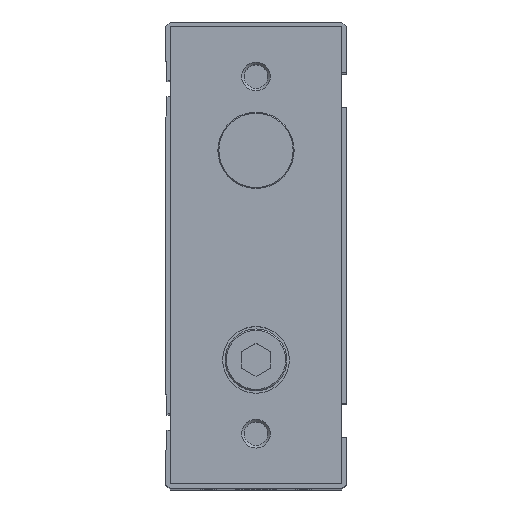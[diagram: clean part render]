
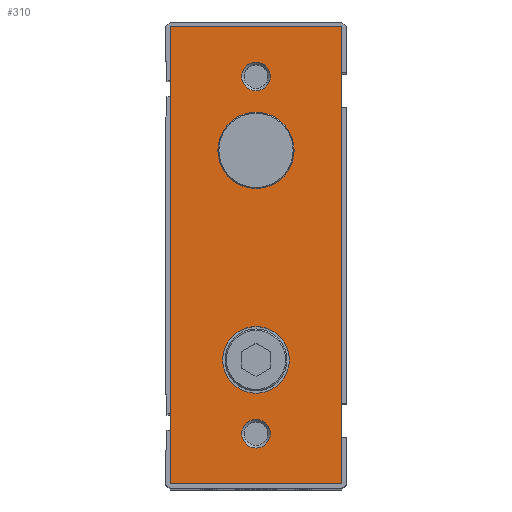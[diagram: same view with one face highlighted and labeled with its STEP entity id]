
A CAD part, top view. The second image highlights one B-rep face of the part: STEP entity #310.
In plain terms, the highlighted face is planar.
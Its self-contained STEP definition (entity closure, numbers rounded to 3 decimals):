
#310 = ADVANCED_FACE( '', ( #734, #735, #736, #737, #738 ), #739, .F. );
#734 = FACE_BOUND( '', #1261, .T. );
#735 = FACE_OUTER_BOUND( '', #1262, .T. );
#736 = FACE_BOUND( '', #1263, .T. );
#737 = FACE_BOUND( '', #1264, .T. );
#738 = FACE_BOUND( '', #1265, .T. );
#739 = PLANE( '', #1266 );
#1261 = EDGE_LOOP( '', ( #2403 ) );
#1262 = EDGE_LOOP( '', ( #2404, #2405, #2406, #2407 ) );
#1263 = EDGE_LOOP( '', ( #2408 ) );
#1264 = EDGE_LOOP( '', ( #2409 ) );
#1265 = EDGE_LOOP( '', ( #2410 ) );
#1266 = AXIS2_PLACEMENT_3D( '', #2411, #2412, #2413 );
#2403 = ORIENTED_EDGE( '', *, *, #3035, .T. );
#2404 = ORIENTED_EDGE( '', *, *, #3036, .F. );
#2405 = ORIENTED_EDGE( '', *, *, #3037, .F. );
#2406 = ORIENTED_EDGE( '', *, *, #3038, .F. );
#2407 = ORIENTED_EDGE( '', *, *, #3039, .F. );
#2408 = ORIENTED_EDGE( '', *, *, #3040, .T. );
#2409 = ORIENTED_EDGE( '', *, *, #3041, .T. );
#2410 = ORIENTED_EDGE( '', *, *, #3042, .F. );
#2411 = CARTESIAN_POINT( '', ( -30., 0., 0. ) );
#2412 = DIRECTION( '', ( 1., 0., 0. ) );
#2413 = DIRECTION( '', ( 0., 0., -1. ) );
#3035 = EDGE_CURVE( '', #3608, #3608, #3609, .T. );
#3036 = EDGE_CURVE( '', #3610, #3611, #3612, .T. );
#3037 = EDGE_CURVE( '', #3613, #3610, #3614, .T. );
#3038 = EDGE_CURVE( '', #3615, #3613, #3616, .T. );
#3039 = EDGE_CURVE( '', #3611, #3615, #3617, .T. );
#3040 = EDGE_CURVE( '', #3618, #3618, #3619, .T. );
#3041 = EDGE_CURVE( '', #3620, #3620, #3621, .T. );
#3042 = EDGE_CURVE( '', #3622, #3622, #3623, .F. );
#3608 = VERTEX_POINT( '', #4552 );
#3609 = CIRCLE( '', #4553, 7. );
#3610 = VERTEX_POINT( '', #4554 );
#3611 = VERTEX_POINT( '', #4555 );
#3612 = LINE( '', #4556, #4557 );
#3613 = VERTEX_POINT( '', #4558 );
#3614 = LINE( '', #4559, #4560 );
#3615 = VERTEX_POINT( '', #4561 );
#3616 = LINE( '', #4562, #4563 );
#3617 = LINE( '', #4564, #4565 );
#3618 = VERTEX_POINT( '', #4566 );
#3619 = CIRCLE( '', #4567, 3. );
#3620 = VERTEX_POINT( '', #4568 );
#3621 = CIRCLE( '', #4569, 3. );
#3622 = VERTEX_POINT( '', #4570 );
#3623 = CIRCLE( '', #4571, 8. );
#4552 = CARTESIAN_POINT( '', ( -30., -22., -7. ) );
#4553 = AXIS2_PLACEMENT_3D( '', #5211, #5212, #5213 );
#4554 = CARTESIAN_POINT( '', ( -30., 48., -18. ) );
#4555 = CARTESIAN_POINT( '', ( -30., 48., 18. ) );
#4556 = CARTESIAN_POINT( '', ( -30., 48., -18. ) );
#4557 = VECTOR( '', #5214, 1000. );
#4558 = CARTESIAN_POINT( '', ( -30., -48., -18. ) );
#4559 = CARTESIAN_POINT( '', ( -30., -48., -18. ) );
#4560 = VECTOR( '', #5215, 1000. );
#4561 = CARTESIAN_POINT( '', ( -30., -48., 18. ) );
#4562 = CARTESIAN_POINT( '', ( -30., -48., 18. ) );
#4563 = VECTOR( '', #5216, 1000. );
#4564 = CARTESIAN_POINT( '', ( -30., 48., 18. ) );
#4565 = VECTOR( '', #5217, 1000. );
#4566 = CARTESIAN_POINT( '', ( -30., -37.5, -3. ) );
#4567 = AXIS2_PLACEMENT_3D( '', #5218, #5219, #5220 );
#4568 = CARTESIAN_POINT( '', ( -30., 37.5, -3. ) );
#4569 = AXIS2_PLACEMENT_3D( '', #5221, #5222, #5223 );
#4570 = CARTESIAN_POINT( '', ( -30., 22., -8. ) );
#4571 = AXIS2_PLACEMENT_3D( '', #5224, #5225, #5226 );
#5211 = CARTESIAN_POINT( '', ( -30., -22., 0. ) );
#5212 = DIRECTION( '', ( 1., 0., 0. ) );
#5213 = DIRECTION( '', ( 0., 0., -1. ) );
#5214 = DIRECTION( '', ( 0., 0., 1. ) );
#5215 = DIRECTION( '', ( 0., 1., 0. ) );
#5216 = DIRECTION( '', ( 0., 0., -1. ) );
#5217 = DIRECTION( '', ( 0., -1., 0. ) );
#5218 = CARTESIAN_POINT( '', ( -30., -37.5, 0. ) );
#5219 = DIRECTION( '', ( 1., 0., 0. ) );
#5220 = DIRECTION( '', ( 0., 0., -1. ) );
#5221 = CARTESIAN_POINT( '', ( -30., 37.5, 0. ) );
#5222 = DIRECTION( '', ( 1., 0., 0. ) );
#5223 = DIRECTION( '', ( 0., 0., -1. ) );
#5224 = CARTESIAN_POINT( '', ( -30., 22., 0. ) );
#5225 = DIRECTION( '', ( 1., 0., 0. ) );
#5226 = DIRECTION( '', ( 0., 0., -1. ) );
